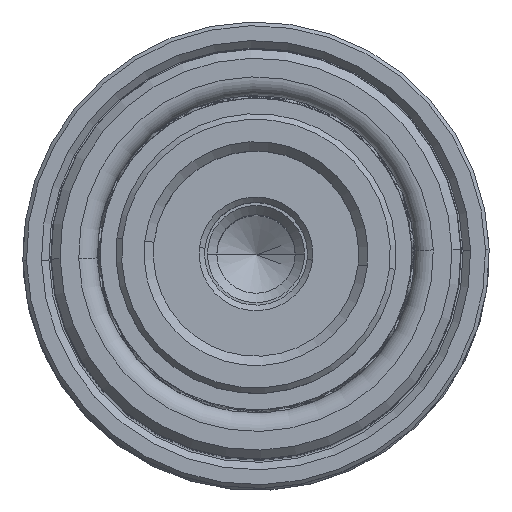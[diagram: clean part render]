
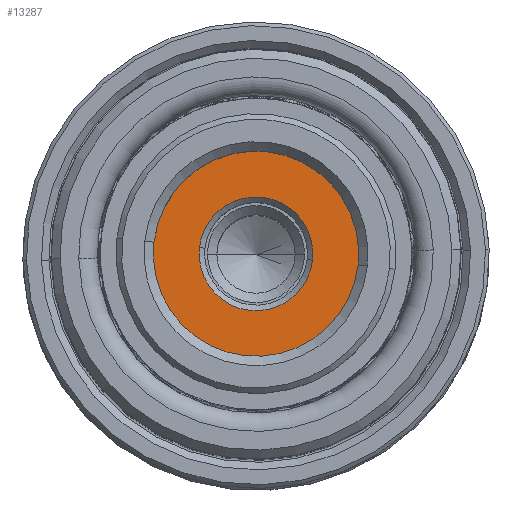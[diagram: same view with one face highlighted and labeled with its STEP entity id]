
A CAD part, top view. The second image highlights one B-rep face of the part: STEP entity #13287.
In plain terms, the highlighted face is planar.
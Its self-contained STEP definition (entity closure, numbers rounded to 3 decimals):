
#1058 = EDGE_CURVE ( 'NONE', #33268, #23475, #4646, .T. ) ;
#1432 = AXIS2_PLACEMENT_3D ( 'NONE', #6187, #25903, #9010 ) ;
#2018 = CARTESIAN_POINT ( 'NONE',  ( 0., 0., 6.5 ) ) ;
#3004 = AXIS2_PLACEMENT_3D ( 'NONE', #14390, #34104, #17195 ) ;
#3050 = DIRECTION ( 'NONE',  ( 1., 0., 0. ) ) ;
#4646 = CIRCLE ( 'NONE', #3004, 5.5 ) ;
#4874 = DIRECTION ( 'NONE',  ( 1., 0., 0. ) ) ;
#5108 = DIRECTION ( 'NONE',  ( 0., 0., 1. ) ) ;
#6187 = CARTESIAN_POINT ( 'NONE',  ( 0., 0., 6.5 ) ) ;
#6456 = EDGE_CURVE ( 'NONE', #23475, #33268, #16816, .T. ) ;
#9010 = DIRECTION ( 'NONE',  ( -1., 0., 0. ) ) ;
#9015 = AXIS2_PLACEMENT_3D ( 'NONE', #34010, #19948, #3050 ) ;
#10867 = CIRCLE ( 'NONE', #28914, 3.05 ) ;
#10975 = FACE_OUTER_BOUND ( 'NONE', #28417, .T. ) ;
#13287 = ADVANCED_FACE ( 'NONE', ( #25079, #10975 ), #22645, .F. ) ;
#14390 = CARTESIAN_POINT ( 'NONE',  ( 0., 0., 6.5 ) ) ;
#16816 = CIRCLE ( 'NONE', #1432, 5.5 ) ;
#17195 = DIRECTION ( 'NONE',  ( -1., 0., 0. ) ) ;
#17836 = ORIENTED_EDGE ( 'NONE', *, *, #1058, .T. ) ;
#17851 = CARTESIAN_POINT ( 'NONE',  ( 5.5, 0., 6.5 ) ) ;
#18758 = CIRCLE ( 'NONE', #20296, 3.05 ) ;
#19888 = EDGE_LOOP ( 'NONE', ( #22309, #30902 ) ) ;
#19948 = DIRECTION ( 'NONE',  ( 0., 0., 1. ) ) ;
#20296 = AXIS2_PLACEMENT_3D ( 'NONE', #2018, #21738, #4874 ) ;
#20599 = EDGE_CURVE ( 'NONE', #30444, #30513, #10867, .T. ) ;
#21738 = DIRECTION ( 'NONE',  ( 0., 0., 1. ) ) ;
#21992 = CARTESIAN_POINT ( 'NONE',  ( 0., 0., 6.5 ) ) ;
#22309 = ORIENTED_EDGE ( 'NONE', *, *, #35191, .T. ) ;
#22645 = PLANE ( 'NONE',  #9015 ) ;
#22936 = CARTESIAN_POINT ( 'NONE',  ( -5.5, 0., 6.5 ) ) ;
#23475 = VERTEX_POINT ( 'NONE', #22936 ) ;
#23822 = CARTESIAN_POINT ( 'NONE',  ( 3.05, 0., 6.5 ) ) ;
#24833 = DIRECTION ( 'NONE',  ( 1., 0., 0. ) ) ;
#25079 = FACE_BOUND ( 'NONE', #19888, .T. ) ;
#25903 = DIRECTION ( 'NONE',  ( 0., 0., -1. ) ) ;
#28417 = EDGE_LOOP ( 'NONE', ( #36231, #17836 ) ) ;
#28914 = AXIS2_PLACEMENT_3D ( 'NONE', #21992, #5108, #24833 ) ;
#30444 = VERTEX_POINT ( 'NONE', #23822 ) ;
#30513 = VERTEX_POINT ( 'NONE', #35404 ) ;
#30902 = ORIENTED_EDGE ( 'NONE', *, *, #20599, .T. ) ;
#33268 = VERTEX_POINT ( 'NONE', #17851 ) ;
#34010 = CARTESIAN_POINT ( 'NONE',  ( 2.75, 0., 6.5 ) ) ;
#34104 = DIRECTION ( 'NONE',  ( 0., 0., -1. ) ) ;
#35191 = EDGE_CURVE ( 'NONE', #30513, #30444, #18758, .T. ) ;
#35404 = CARTESIAN_POINT ( 'NONE',  ( -3.05, 0., 6.5 ) ) ;
#36231 = ORIENTED_EDGE ( 'NONE', *, *, #6456, .T. ) ;
